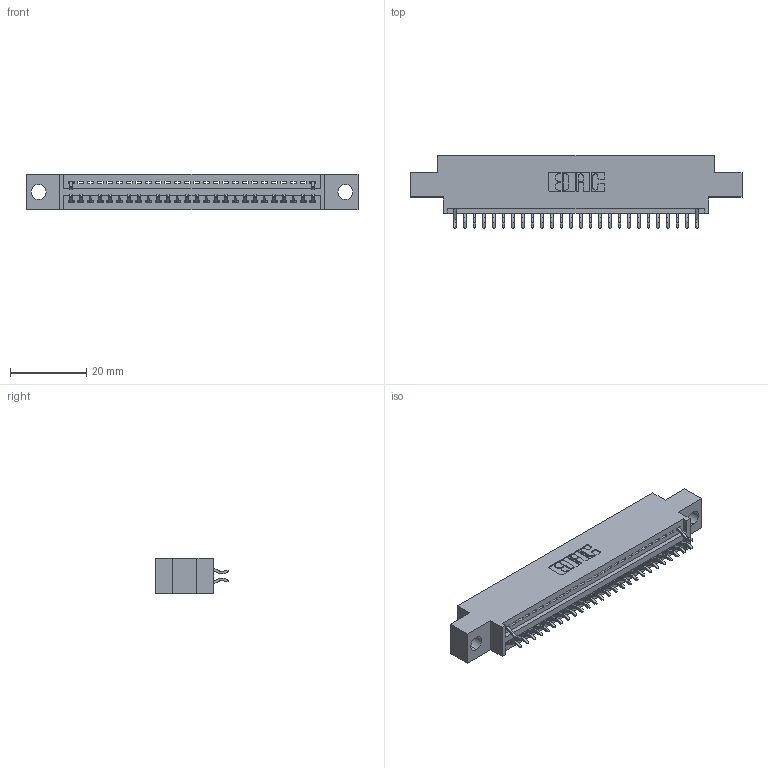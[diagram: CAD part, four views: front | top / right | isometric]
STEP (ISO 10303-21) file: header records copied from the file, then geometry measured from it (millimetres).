
FILE_DESCRIPTION (( 'STEP AP203' ), '1' );
FILE_NAME ('345-052-556-804.STEP', '2018-09-23T00:02:40', ( '' ), ( '' ), 'SwSTEP 2.0', 'SolidWorks 2016', '' );
FILE_SCHEMA (( 'CONFIG_CONTROL_DESIGN' ));
Length unit declared in the file: inch
Products named in the file (3): 345-292-001_556 Tail; 345-052-556-804; 345 Part_0.170 Offset - 0.156 Dia-TH
Assembly tree (29 placements, depth 2):
  345-052-556-804
    345 Part_0.170 Offset - 0.156 Dia-TH
    345-292-001_556 Tail  x28
Bounding box: 87.25 x 19.24 x 9.4 mm (x, y, z)
Volume: 7908.3 mm3; surface area: 10088.7 mm2
Topology: 29 solids, 29 shells, 1890 faces, 5677 edges, 3746 vertices
Faces by surface type: plane 1288, cylinder 602
Entity records: 22141 total; most frequent: CARTESIAN_POINT 3848, ORIENTED_EDGE 3794, DIRECTION 3373, EDGE_CURVE 1897, LINE 1653, VECTOR 1653, VERTEX_POINT 1262, AXIS2_PLACEMENT_3D 860
